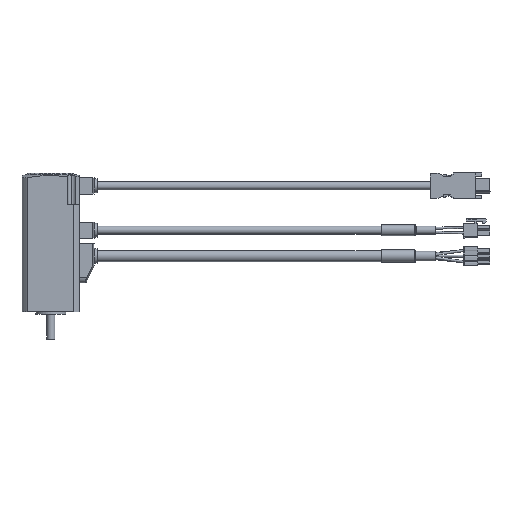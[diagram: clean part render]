
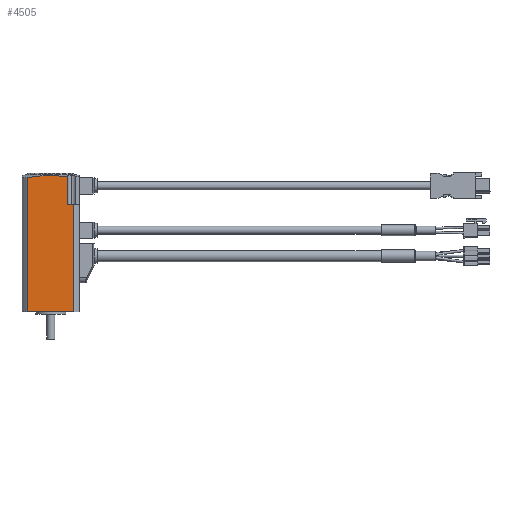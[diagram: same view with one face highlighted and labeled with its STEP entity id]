
A CAD part, left-side view. The second image highlights one B-rep face of the part: STEP entity #4505.
In plain terms, the highlighted planar face has unit normal (-1, 0, 0).
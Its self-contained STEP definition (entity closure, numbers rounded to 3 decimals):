
#275 = LINE ( 'NONE', #17807, #8585 ) ;
#1344 = VERTEX_POINT ( 'NONE', #17512 ) ;
#1524 = CARTESIAN_POINT ( 'NONE',  ( -21., 21., 51.5 ) ) ;
#1556 = ORIENTED_EDGE ( 'NONE', *, *, #23032, .F. ) ;
#1891 = ORIENTED_EDGE ( 'NONE', *, *, #16016, .F. ) ;
#2518 = ORIENTED_EDGE ( 'NONE', *, *, #7729, .T. ) ;
#2835 = VECTOR ( 'NONE', #7396, 1000. ) ;
#3392 = LINE ( 'NONE', #19812, #2835 ) ;
#4295 = CARTESIAN_POINT ( 'NONE',  ( -21., 0., 78.2 ) ) ;
#4505 = ADVANCED_FACE ( 'NONE', ( #13432 ), #12202, .F. ) ;
#4586 = LINE ( 'NONE', #11493, #8737 ) ;
#5009 = ORIENTED_EDGE ( 'NONE', *, *, #19403, .T. ) ;
#5156 = DIRECTION ( 'NONE',  ( 0., 0., -1. ) ) ;
#6077 = DIRECTION ( 'NONE',  ( 0., -1., 0. ) ) ;
#6213 = VERTEX_POINT ( 'NONE', #7412 ) ;
#6878 = CIRCLE ( 'NONE', #15729, 97.77 ) ;
#7031 = ORIENTED_EDGE ( 'NONE', *, *, #22353, .F. ) ;
#7396 = DIRECTION ( 'NONE',  ( 0., 0., 1. ) ) ;
#7412 = CARTESIAN_POINT ( 'NONE',  ( -21., 16.971, 0. ) ) ;
#7729 = EDGE_CURVE ( 'NONE', #21205, #15031, #275, .T. ) ;
#7871 = CARTESIAN_POINT ( 'NONE',  ( -21., -16.971, 0. ) ) ;
#8054 = CARTESIAN_POINT ( 'NONE',  ( -21., 0., 1.723 ) ) ;
#8585 = VECTOR ( 'NONE', #19597, 1000. ) ;
#8651 = CARTESIAN_POINT ( 'NONE',  ( -21., 16.971, 101. ) ) ;
#8737 = VECTOR ( 'NONE', #18560, 1000. ) ;
#9828 = DIRECTION ( 'NONE',  ( 0., 0., -1. ) ) ;
#10305 = ORIENTED_EDGE ( 'NONE', *, *, #13776, .T. ) ;
#11493 = CARTESIAN_POINT ( 'NONE',  ( -21., 21., 0. ) ) ;
#12202 = PLANE ( 'NONE',  #17663 ) ;
#13317 = VECTOR ( 'NONE', #17474, 1000. ) ;
#13432 = FACE_OUTER_BOUND ( 'NONE', #21897, .T. ) ;
#13497 = CARTESIAN_POINT ( 'NONE',  ( -21., -12.6, 98.678 ) ) ;
#13776 = EDGE_CURVE ( 'NONE', #13984, #1344, #3392, .T. ) ;
#13858 = LINE ( 'NONE', #8651, #13317 ) ;
#13984 = VERTEX_POINT ( 'NONE', #7871 ) ;
#13991 = CARTESIAN_POINT ( 'NONE',  ( -21., -12.6, 78.2 ) ) ;
#15031 = VERTEX_POINT ( 'NONE', #13497 ) ;
#15177 = VERTEX_POINT ( 'NONE', #21023 ) ;
#15729 = AXIS2_PLACEMENT_3D ( 'NONE', #8054, #20472, #9828 ) ;
#15768 = DIRECTION ( 'NONE',  ( 1., 0., 0. ) ) ;
#16016 = EDGE_CURVE ( 'NONE', #13984, #6213, #4586, .T. ) ;
#17166 = LINE ( 'NONE', #4295, #21370 ) ;
#17474 = DIRECTION ( 'NONE',  ( 0., 0., -1. ) ) ;
#17512 = CARTESIAN_POINT ( 'NONE',  ( -21., -16.971, 78.2 ) ) ;
#17663 = AXIS2_PLACEMENT_3D ( 'NONE', #1524, #15768, #5156 ) ;
#17807 = CARTESIAN_POINT ( 'NONE',  ( -21., -12.6, 78.2 ) ) ;
#18560 = DIRECTION ( 'NONE',  ( 0., 1., 0. ) ) ;
#19403 = EDGE_CURVE ( 'NONE', #15177, #6213, #13858, .T. ) ;
#19597 = DIRECTION ( 'NONE',  ( 0., 0., 1. ) ) ;
#19812 = CARTESIAN_POINT ( 'NONE',  ( -21., -16.971, 101. ) ) ;
#20472 = DIRECTION ( 'NONE',  ( 1., 0., 0. ) ) ;
#21023 = CARTESIAN_POINT ( 'NONE',  ( -21., 16.971, 98.009 ) ) ;
#21205 = VERTEX_POINT ( 'NONE', #13991 ) ;
#21370 = VECTOR ( 'NONE', #6077, 1000. ) ;
#21897 = EDGE_LOOP ( 'NONE', ( #5009, #1891, #10305, #7031, #2518, #1556 ) ) ;
#22353 = EDGE_CURVE ( 'NONE', #21205, #1344, #17166, .T. ) ;
#23032 = EDGE_CURVE ( 'NONE', #15177, #15031, #6878, .T. ) ;
